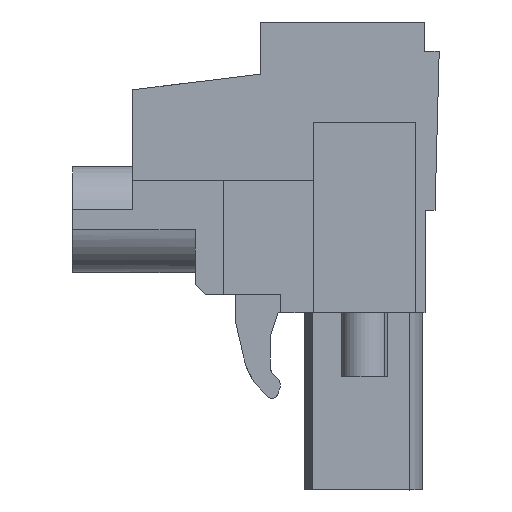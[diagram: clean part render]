
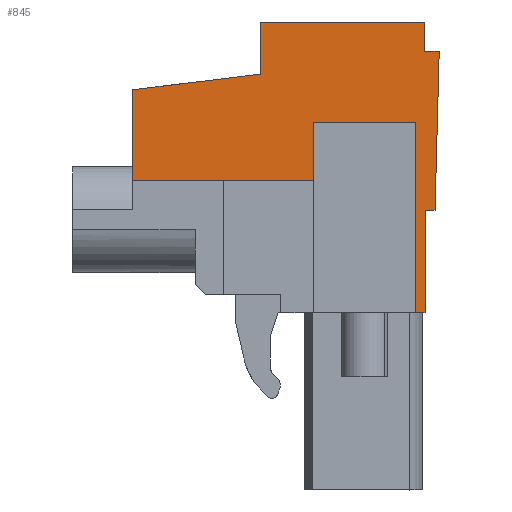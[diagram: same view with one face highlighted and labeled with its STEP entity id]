
A CAD part, left-side view. The second image highlights one B-rep face of the part: STEP entity #845.
In plain terms, the highlighted planar face has unit normal (-1, 0, 0).
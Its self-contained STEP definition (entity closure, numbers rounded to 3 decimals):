
#745=AXIS2_PLACEMENT_3D('Plane Axis2P3D',#742,#743,#744) ;
#40=CARTESIAN_POINT('Vertex',(4.94,8.9,20.75)) ;
#45=CARTESIAN_POINT('Line Origine',(4.94,8.9,22.05)) ;
#49=CARTESIAN_POINT('Vertex',(4.94,8.9,23.35)) ;
#635=CARTESIAN_POINT('Vertex',(4.94,15.25,19.97)) ;
#638=CARTESIAN_POINT('Line Origine',(4.94,12.075,20.36)) ;
#742=CARTESIAN_POINT('Axis2P3D Location',(4.94,-1.91,-25.3)) ;
#747=CARTESIAN_POINT('Line Origine',(4.94,0.908,8.85)) ;
#751=CARTESIAN_POINT('Vertex',(4.94,1.139,8.85)) ;
#753=CARTESIAN_POINT('Vertex',(4.94,0.677,8.85)) ;
#756=CARTESIAN_POINT('Line Origine',(4.94,0.664,11.4)) ;
#760=CARTESIAN_POINT('Vertex',(4.94,0.65,13.95)) ;
#763=CARTESIAN_POINT('Line Origine',(4.94,0.414,13.95)) ;
#767=CARTESIAN_POINT('Vertex',(4.94,0.179,13.95)) ;
#770=CARTESIAN_POINT('Line Origine',(4.94,0.075,17.925)) ;
#774=CARTESIAN_POINT('Vertex',(4.94,-0.029,21.9)) ;
#777=CARTESIAN_POINT('Line Origine',(4.94,0.335,21.9)) ;
#781=CARTESIAN_POINT('Vertex',(4.94,0.7,21.9)) ;
#784=CARTESIAN_POINT('Line Origine',(4.94,0.7,22.625)) ;
#788=CARTESIAN_POINT('Vertex',(4.94,0.7,23.35)) ;
#791=CARTESIAN_POINT('Line Origine',(4.94,4.8,23.35)) ;
#796=CARTESIAN_POINT('Line Origine',(4.94,15.25,17.71)) ;
#800=CARTESIAN_POINT('Vertex',(4.94,15.25,15.45)) ;
#803=CARTESIAN_POINT('Line Origine',(4.94,10.744,15.45)) ;
#807=CARTESIAN_POINT('Vertex',(4.94,6.239,15.45)) ;
#810=CARTESIAN_POINT('Line Origine',(4.94,6.239,16.68)) ;
#814=CARTESIAN_POINT('Vertex',(4.94,6.239,17.91)) ;
#817=CARTESIAN_POINT('Line Origine',(4.94,3.689,17.91)) ;
#821=CARTESIAN_POINT('Vertex',(4.94,1.139,17.91)) ;
#824=CARTESIAN_POINT('Line Origine',(4.94,1.139,13.38)) ;
#46=DIRECTION('Vector Direction',(0.,0.,1.)) ;
#639=DIRECTION('Vector Direction',(0.,-0.993,0.122)) ;
#743=DIRECTION('Axis2P3D Direction',(-1.,0.,0.)) ;
#744=DIRECTION('Axis2P3D XDirection',(0.,-1.,0.)) ;
#748=DIRECTION('Vector Direction',(0.,-1.,0.)) ;
#757=DIRECTION('Vector Direction',(0.,-0.005,1.)) ;
#764=DIRECTION('Vector Direction',(0.,1.,0.)) ;
#771=DIRECTION('Vector Direction',(0.,0.026,-1.)) ;
#778=DIRECTION('Vector Direction',(0.,-1.,0.)) ;
#785=DIRECTION('Vector Direction',(0.,0.,-1.)) ;
#792=DIRECTION('Vector Direction',(0.,-1.,0.)) ;
#797=DIRECTION('Vector Direction',(0.,0.,-1.)) ;
#804=DIRECTION('Vector Direction',(0.,1.,0.)) ;
#811=DIRECTION('Vector Direction',(0.,0.,-1.)) ;
#818=DIRECTION('Vector Direction',(0.,-1.,0.)) ;
#825=DIRECTION('Vector Direction',(0.,0.,-1.)) ;
#47=VECTOR('Line Direction',#46,1.) ;
#640=VECTOR('Line Direction',#639,1.) ;
#749=VECTOR('Line Direction',#748,1.) ;
#758=VECTOR('Line Direction',#757,1.) ;
#765=VECTOR('Line Direction',#764,1.) ;
#772=VECTOR('Line Direction',#771,1.) ;
#779=VECTOR('Line Direction',#778,1.) ;
#786=VECTOR('Line Direction',#785,1.) ;
#793=VECTOR('Line Direction',#792,1.) ;
#798=VECTOR('Line Direction',#797,1.) ;
#805=VECTOR('Line Direction',#804,1.) ;
#812=VECTOR('Line Direction',#811,1.) ;
#819=VECTOR('Line Direction',#818,1.) ;
#826=VECTOR('Line Direction',#825,1.) ;
#830=ORIENTED_EDGE('',*,*,#755,.T.) ;
#831=ORIENTED_EDGE('',*,*,#762,.T.) ;
#832=ORIENTED_EDGE('',*,*,#769,.T.) ;
#833=ORIENTED_EDGE('',*,*,#776,.T.) ;
#834=ORIENTED_EDGE('',*,*,#783,.T.) ;
#835=ORIENTED_EDGE('',*,*,#790,.T.) ;
#836=ORIENTED_EDGE('',*,*,#795,.T.) ;
#837=ORIENTED_EDGE('',*,*,#51,.T.) ;
#838=ORIENTED_EDGE('',*,*,#642,.T.) ;
#839=ORIENTED_EDGE('',*,*,#802,.T.) ;
#840=ORIENTED_EDGE('',*,*,#809,.F.) ;
#841=ORIENTED_EDGE('',*,*,#816,.T.) ;
#842=ORIENTED_EDGE('',*,*,#823,.T.) ;
#843=ORIENTED_EDGE('',*,*,#828,.F.) ;
#845=ADVANCED_FACE('HOUSING',(#844),#746,.T.) ;
#51=EDGE_CURVE('',#50,#41,#48,.F.) ;
#642=EDGE_CURVE('',#41,#636,#641,.F.) ;
#755=EDGE_CURVE('',#752,#754,#750,.T.) ;
#762=EDGE_CURVE('',#754,#761,#759,.T.) ;
#769=EDGE_CURVE('',#761,#768,#766,.F.) ;
#776=EDGE_CURVE('',#768,#775,#773,.F.) ;
#783=EDGE_CURVE('',#775,#782,#780,.F.) ;
#790=EDGE_CURVE('',#782,#789,#787,.F.) ;
#795=EDGE_CURVE('',#789,#50,#794,.F.) ;
#802=EDGE_CURVE('',#636,#801,#799,.T.) ;
#809=EDGE_CURVE('',#808,#801,#806,.T.) ;
#816=EDGE_CURVE('',#808,#815,#813,.F.) ;
#823=EDGE_CURVE('',#815,#822,#820,.T.) ;
#828=EDGE_CURVE('',#752,#822,#827,.F.) ;
#829=EDGE_LOOP('',(#830,#831,#832,#833,#834,#835,#836,#837,#838,#839,#840,#841,#842,#843)) ;
#844=FACE_OUTER_BOUND('',#829,.T.) ;
#48=LINE('Line',#45,#47) ;
#641=LINE('Line',#638,#640) ;
#750=LINE('Line',#747,#749) ;
#759=LINE('Line',#756,#758) ;
#766=LINE('Line',#763,#765) ;
#773=LINE('Line',#770,#772) ;
#780=LINE('Line',#777,#779) ;
#787=LINE('Line',#784,#786) ;
#794=LINE('Line',#791,#793) ;
#799=LINE('Line',#796,#798) ;
#806=LINE('Line',#803,#805) ;
#813=LINE('Line',#810,#812) ;
#820=LINE('Line',#817,#819) ;
#827=LINE('Line',#824,#826) ;
#746=PLANE('',#745) ;
#41=VERTEX_POINT('',#40) ;
#50=VERTEX_POINT('',#49) ;
#636=VERTEX_POINT('',#635) ;
#752=VERTEX_POINT('',#751) ;
#754=VERTEX_POINT('',#753) ;
#761=VERTEX_POINT('',#760) ;
#768=VERTEX_POINT('',#767) ;
#775=VERTEX_POINT('',#774) ;
#782=VERTEX_POINT('',#781) ;
#789=VERTEX_POINT('',#788) ;
#801=VERTEX_POINT('',#800) ;
#808=VERTEX_POINT('',#807) ;
#815=VERTEX_POINT('',#814) ;
#822=VERTEX_POINT('',#821) ;
